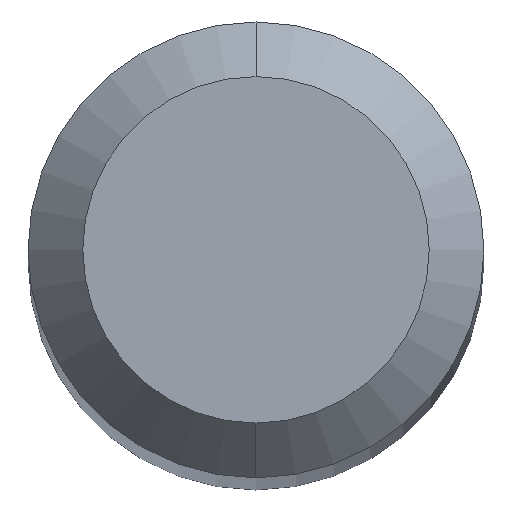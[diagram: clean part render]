
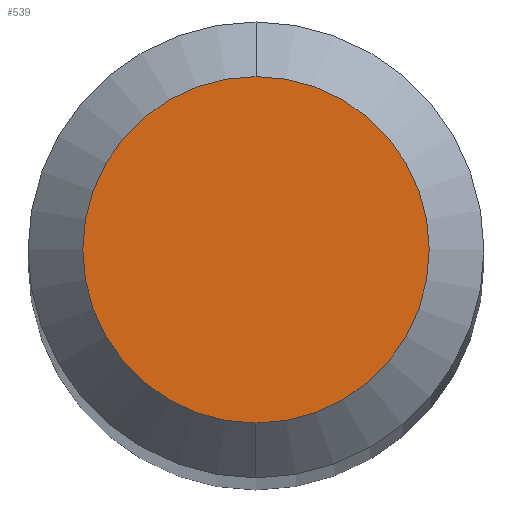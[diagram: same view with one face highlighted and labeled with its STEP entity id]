
A CAD part, top view. The second image highlights one B-rep face of the part: STEP entity #539.
In plain terms, the highlighted planar face has unit normal (0, 0, 1).
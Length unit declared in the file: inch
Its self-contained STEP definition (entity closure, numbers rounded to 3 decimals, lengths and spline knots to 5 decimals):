
#17 = CARTESIAN_POINT ( 'NONE',  ( 0., -0.0475, 0. ) ) ;
#29 = VERTEX_POINT ( 'NONE', #441 ) ;
#36 = EDGE_LOOP ( 'NONE', ( #456, #381 ) ) ;
#42 = FACE_OUTER_BOUND ( 'NONE', #36, .T. ) ;
#47 = EDGE_CURVE ( 'NONE', #407, #29, #226, .T. ) ;
#48 = DIRECTION ( 'NONE',  ( 0., -1., 0. ) ) ;
#167 = DIRECTION ( 'NONE',  ( 0., 1., 0. ) ) ;
#170 = AXIS2_PLACEMENT_3D ( 'NONE', #193, #195, #324 ) ;
#193 = CARTESIAN_POINT ( 'NONE',  ( 0., 0., 0. ) ) ;
#195 = DIRECTION ( 'NONE',  ( 0., 0., 1. ) ) ;
#226 = CIRCLE ( 'NONE', #410, 0.0475 ) ;
#261 = DIRECTION ( 'NONE',  ( 0., 0., 1. ) ) ;
#302 = DIRECTION ( 'NONE',  ( 0., 0., -1. ) ) ;
#324 = DIRECTION ( 'NONE',  ( 0., -1., 0. ) ) ;
#343 = CARTESIAN_POINT ( 'NONE',  ( 0., 0., 0. ) ) ;
#363 = EDGE_CURVE ( 'NONE', #29, #407, #487, .T. ) ;
#381 = ORIENTED_EDGE ( 'NONE', *, *, #47, .T. ) ;
#382 = AXIS2_PLACEMENT_3D ( 'NONE', #509, #302, #167 ) ;
#407 = VERTEX_POINT ( 'NONE', #17 ) ;
#410 = AXIS2_PLACEMENT_3D ( 'NONE', #343, #261, #48 ) ;
#437 = PLANE ( 'NONE',  #382 ) ;
#441 = CARTESIAN_POINT ( 'NONE',  ( 0., 0.0475, 0. ) ) ;
#456 = ORIENTED_EDGE ( 'NONE', *, *, #363, .T. ) ;
#487 = CIRCLE ( 'NONE', #170, 0.0475 ) ;
#509 = CARTESIAN_POINT ( 'NONE',  ( 0., 0.0475, 0. ) ) ;
#539 = ADVANCED_FACE ( 'NONE', ( #42 ), #437, .F. ) ;
